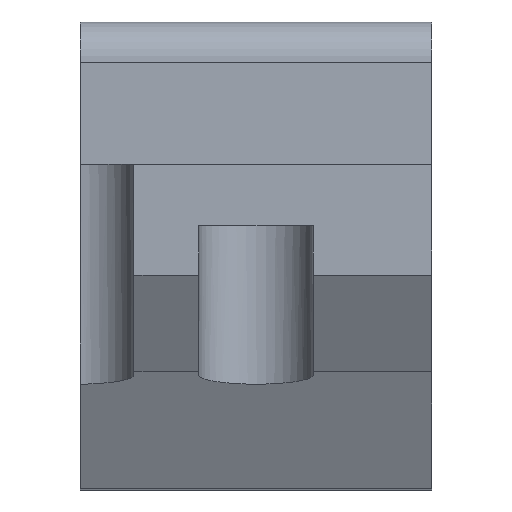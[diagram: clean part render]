
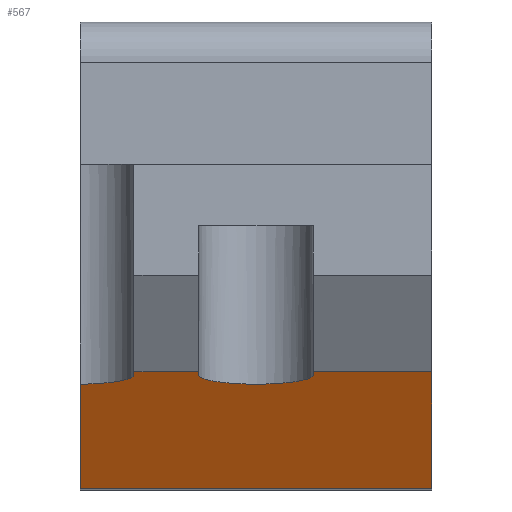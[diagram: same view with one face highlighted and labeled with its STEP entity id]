
A CAD part, front view. The second image highlights one B-rep face of the part: STEP entity #567.
In plain terms, the highlighted planar face has unit normal (0, -0.156, -0.988).
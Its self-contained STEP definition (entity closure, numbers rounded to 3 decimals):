
#35=ELLIPSE('',#611,2.836,2.8);
#37=ELLIPSE('',#614,2.835,2.8);
#49=FACE_OUTER_BOUND('',#79,.T.);
#79=EDGE_LOOP('',(#386,#387,#388,#389,#390,#391,#392,#393,#394,#395));
#112=LINE('',#832,#176);
#115=LINE('',#842,#179);
#116=LINE('',#844,#180);
#117=LINE('',#846,#181);
#118=LINE('',#848,#182);
#119=LINE('',#850,#183);
#120=LINE('',#854,#184);
#121=LINE('',#855,#185);
#176=VECTOR('',#665,10.);
#179=VECTOR('',#676,10.);
#180=VECTOR('',#677,10.);
#181=VECTOR('',#678,10.);
#182=VECTOR('',#679,10.);
#183=VECTOR('',#680,10.);
#184=VECTOR('',#683,10.);
#185=VECTOR('',#684,10.);
#240=VERTEX_POINT('',#829);
#241=VERTEX_POINT('',#831);
#242=VERTEX_POINT('',#835);
#244=VERTEX_POINT('',#841);
#245=VERTEX_POINT('',#843);
#246=VERTEX_POINT('',#845);
#247=VERTEX_POINT('',#847);
#248=VERTEX_POINT('',#849);
#249=VERTEX_POINT('',#851);
#250=VERTEX_POINT('',#853);
#296=EDGE_CURVE('',#241,#240,#112,.T.);
#298=EDGE_CURVE('',#240,#242,#35,.T.);
#301=EDGE_CURVE('',#242,#244,#115,.T.);
#302=EDGE_CURVE('',#245,#244,#116,.T.);
#303=EDGE_CURVE('',#245,#246,#117,.T.);
#304=EDGE_CURVE('',#247,#246,#118,.F.);
#305=EDGE_CURVE('',#247,#248,#119,.T.);
#306=EDGE_CURVE('',#248,#249,#37,.F.);
#307=EDGE_CURVE('',#249,#250,#120,.T.);
#308=EDGE_CURVE('',#250,#241,#121,.T.);
#386=ORIENTED_EDGE('',*,*,#298,.T.);
#387=ORIENTED_EDGE('',*,*,#301,.T.);
#388=ORIENTED_EDGE('',*,*,#302,.F.);
#389=ORIENTED_EDGE('',*,*,#303,.T.);
#390=ORIENTED_EDGE('',*,*,#304,.F.);
#391=ORIENTED_EDGE('',*,*,#305,.T.);
#392=ORIENTED_EDGE('',*,*,#306,.T.);
#393=ORIENTED_EDGE('',*,*,#307,.T.);
#394=ORIENTED_EDGE('',*,*,#308,.T.);
#395=ORIENTED_EDGE('',*,*,#296,.T.);
#546=PLANE('',#613);
#567=ADVANCED_FACE('',(#49),#546,.T.);
#611=AXIS2_PLACEMENT_3D('',#836,#669,#670);
#613=AXIS2_PLACEMENT_3D('',#840,#674,#675);
#614=AXIS2_PLACEMENT_3D('',#852,#681,#682);
#665=DIRECTION('',(0.,0.988,-0.156));
#669=DIRECTION('center_axis',(0.,0.156,0.988));
#670=DIRECTION('ref_axis',(0.,0.988,-0.156));
#674=DIRECTION('center_axis',(0.,-0.156,-0.988));
#675=DIRECTION('ref_axis',(-1.,0.,0.));
#676=DIRECTION('',(0.,0.988,-0.156));
#677=DIRECTION('',(-1.,0.,0.));
#678=DIRECTION('',(0.,-0.988,0.156));
#679=DIRECTION('',(-1.,0.,0.));
#680=DIRECTION('',(0.,0.988,-0.156));
#681=DIRECTION('center_axis',(0.,-0.156,-0.988));
#682=DIRECTION('ref_axis',(0.,0.988,-0.156));
#683=DIRECTION('',(0.,-0.988,0.156));
#684=DIRECTION('',(-1.,0.,0.));
#829=CARTESIAN_POINT('',(-5.97,-28.592,-31.854));
#831=CARTESIAN_POINT('',(-5.97,-29.61,-31.693));
#832=CARTESIAN_POINT('',(-5.97,-22.542,-32.812));
#835=CARTESIAN_POINT('',(-8.6,-25.797,-32.297));
#836=CARTESIAN_POINT('Origin',(-8.77,-28.592,-31.854));
#840=CARTESIAN_POINT('Origin',(4.3,-14.417,-34.099));
#841=CARTESIAN_POINT('',(-8.6,6.405,-37.397));
#842=CARTESIAN_POINT('',(-8.6,-20.283,-33.17));
#843=CARTESIAN_POINT('',(8.6,6.405,-37.397));
#844=CARTESIAN_POINT('',(6.45,6.405,-37.397));
#845=CARTESIAN_POINT('',(8.6,-29.61,-31.693));
#846=CARTESIAN_POINT('',(8.6,-8.41,-35.05));
#847=CARTESIAN_POINT('',(2.8,-29.61,-31.693));
#848=CARTESIAN_POINT('',(7.935,-29.61,-31.693));
#849=CARTESIAN_POINT('',(2.8,-28.601,-31.852));
#850=CARTESIAN_POINT('',(2.8,-23.031,-32.735));
#851=CARTESIAN_POINT('',(-2.8,-28.601,-31.852));
#852=CARTESIAN_POINT('Origin',(0.,-28.601,
-31.852));
#853=CARTESIAN_POINT('',(-2.8,-29.61,-31.693));
#854=CARTESIAN_POINT('',(-2.8,-20.641,-33.113));
#855=CARTESIAN_POINT('',(7.935,-29.61,-31.693));
